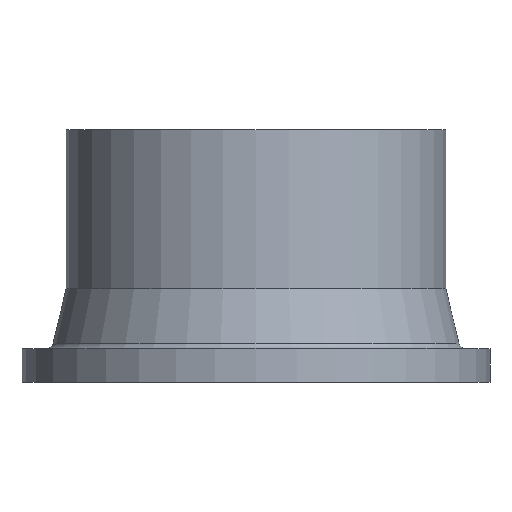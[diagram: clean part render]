
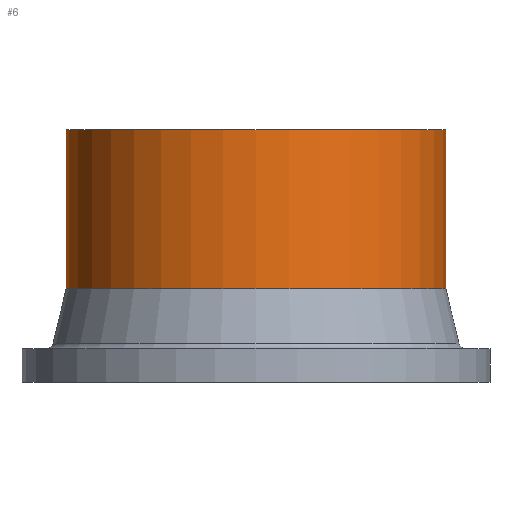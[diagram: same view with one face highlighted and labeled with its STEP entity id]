
A CAD part, front view. The second image highlights one B-rep face of the part: STEP entity #6.
In plain terms, the highlighted cylindrical face has radius 280 mm (diameter 560 mm), a partial arc.
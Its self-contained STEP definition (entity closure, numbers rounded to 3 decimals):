
#2 = EDGE_LOOP ( 'NONE', ( #266, #454, #362, #429 ) ) ;
#6 = ADVANCED_FACE ( 'NONE', ( #424 ), #192, .T. ) ;
#67 = EDGE_CURVE ( 'NONE', #221, #199, #166, .T. ) ;
#86 = AXIS2_PLACEMENT_3D ( 'NONE', #231, #421, #388 ) ;
#96 = CARTESIAN_POINT ( 'NONE',  ( -280., 0., 373. ) ) ;
#100 = VECTOR ( 'NONE', #407, 1000. ) ;
#131 = AXIS2_PLACEMENT_3D ( 'NONE', #472, #213, #440 ) ;
#135 = LINE ( 'NONE', #405, #100 ) ;
#158 = EDGE_CURVE ( 'NONE', #222, #199, #276, .T. ) ;
#166 = CIRCLE ( 'NONE', #86, 280. ) ;
#167 = DIRECTION ( 'NONE',  ( 0., 0., -1. ) ) ;
#182 = CARTESIAN_POINT ( 'NONE',  ( 0., 0., 0. ) ) ;
#192 = CYLINDRICAL_SURFACE ( 'NONE', #309, 280. ) ;
#199 = VERTEX_POINT ( 'NONE', #206 ) ;
#206 = CARTESIAN_POINT ( 'NONE',  ( -280., 0., 138. ) ) ;
#213 = DIRECTION ( 'NONE',  ( 0., 0., -1. ) ) ;
#221 = VERTEX_POINT ( 'NONE', #317 ) ;
#222 = VERTEX_POINT ( 'NONE', #96 ) ;
#231 = CARTESIAN_POINT ( 'NONE',  ( 0., 0., 138. ) ) ;
#266 = ORIENTED_EDGE ( 'NONE', *, *, #402, .F. ) ;
#276 = LINE ( 'NONE', #435, #332 ) ;
#281 = CARTESIAN_POINT ( 'NONE',  ( 280., 0., 373. ) ) ;
#303 = VERTEX_POINT ( 'NONE', #281 ) ;
#309 = AXIS2_PLACEMENT_3D ( 'NONE', #182, #415, #335 ) ;
#317 = CARTESIAN_POINT ( 'NONE',  ( 280., 0., 138. ) ) ;
#321 = EDGE_CURVE ( 'NONE', #303, #222, #337, .T. ) ;
#332 = VECTOR ( 'NONE', #167, 1000. ) ;
#335 = DIRECTION ( 'NONE',  ( -1., 0., 0. ) ) ;
#337 = CIRCLE ( 'NONE', #131, 280. ) ;
#362 = ORIENTED_EDGE ( 'NONE', *, *, #158, .T. ) ;
#388 = DIRECTION ( 'NONE',  ( -1., 0., 0. ) ) ;
#402 = EDGE_CURVE ( 'NONE', #303, #221, #135, .T. ) ;
#405 = CARTESIAN_POINT ( 'NONE',  ( 280., 0., 0. ) ) ;
#407 = DIRECTION ( 'NONE',  ( 0., 0., -1. ) ) ;
#415 = DIRECTION ( 'NONE',  ( 0., 0., -1. ) ) ;
#421 = DIRECTION ( 'NONE',  ( 0., 0., -1. ) ) ;
#424 = FACE_OUTER_BOUND ( 'NONE', #2, .T. ) ;
#429 = ORIENTED_EDGE ( 'NONE', *, *, #67, .F. ) ;
#435 = CARTESIAN_POINT ( 'NONE',  ( -280., 0., 0. ) ) ;
#440 = DIRECTION ( 'NONE',  ( -1., 0., 0. ) ) ;
#454 = ORIENTED_EDGE ( 'NONE', *, *, #321, .T. ) ;
#472 = CARTESIAN_POINT ( 'NONE',  ( 0., 0., 373. ) ) ;
